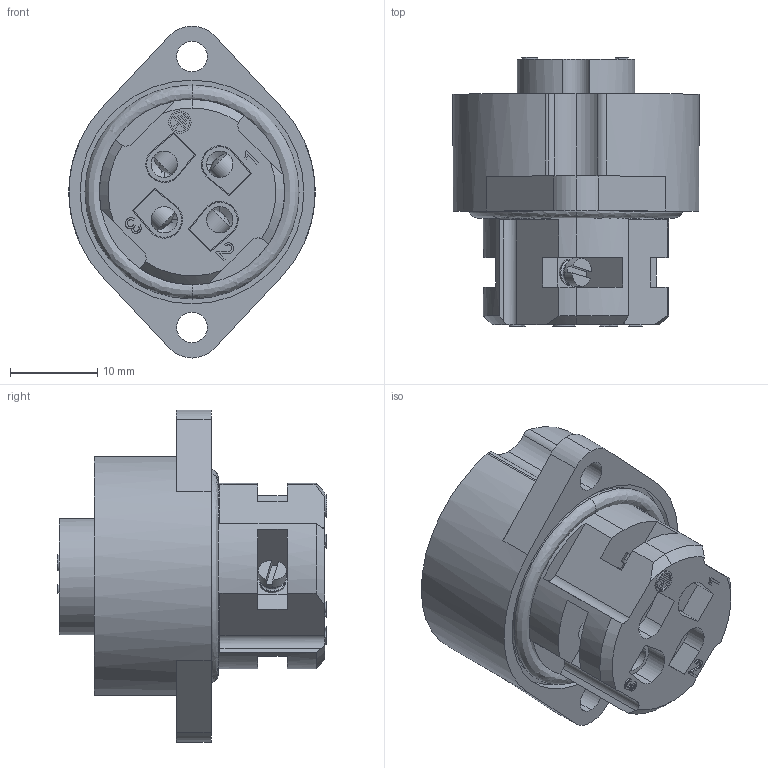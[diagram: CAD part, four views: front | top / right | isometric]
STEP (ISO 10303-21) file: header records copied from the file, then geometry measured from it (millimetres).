
FILE_DESCRIPTION (( 'STEP AP203' ), '1' );
FILE_NAME ('P430.STEP', '2020-04-16T01:06:09', ( 'edpusr' ), ( 'Microsoft' ), 'SwSTEP 2.0', 'SolidWorks 2015', '' );
FILE_SCHEMA (( 'CONFIG_CONTROL_DESIGN' ));
Length unit declared in the file: millimetre
Products named in the file (1): P430
Bounding box: 28.2 x 30.8 x 38 mm (x, y, z)
Volume: 9879.7 mm3; surface area: 9299.9 mm2
Topology: 15 solids, 15 shells, 417 faces, 1057 edges, 687 vertices
Faces by surface type: plane 194, cylinder 120, bspline 82, cone 21
Entity records: 16287 total; most frequent: CARTESIAN_POINT 6384, ORIENTED_EDGE 2098, DIRECTION 1920, EDGE_CURVE 1049, VERTEX_POINT 687, AXIS2_PLACEMENT_3D 679, VECTOR 562, LINE 562
